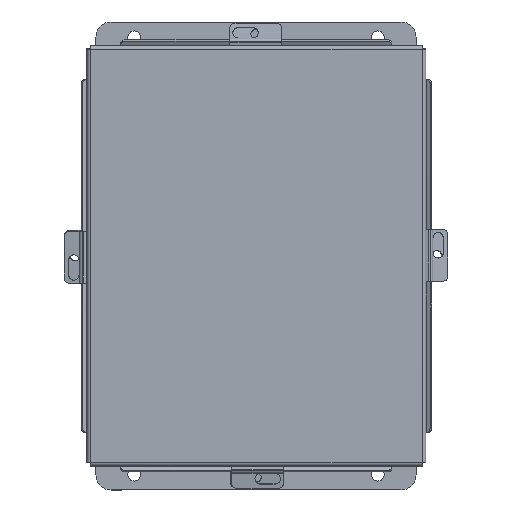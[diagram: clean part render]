
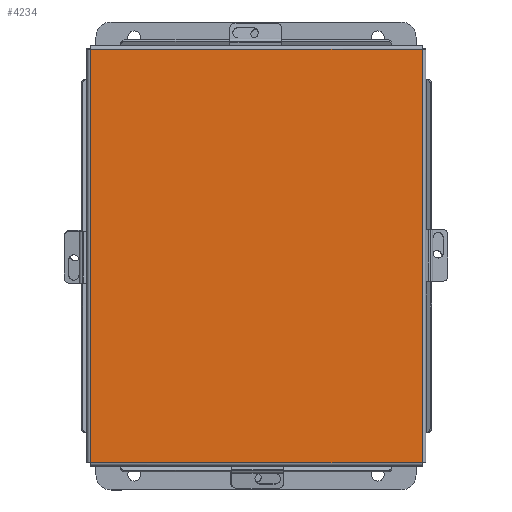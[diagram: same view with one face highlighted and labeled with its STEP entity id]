
A CAD part, top view. The second image highlights one B-rep face of the part: STEP entity #4234.
In plain terms, the highlighted face is planar.
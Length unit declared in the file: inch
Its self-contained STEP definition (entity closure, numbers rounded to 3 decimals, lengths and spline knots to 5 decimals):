
#58 = AXIS2_PLACEMENT_3D ( 'NONE', #2411, #3521, #5290 ) ;
#115 = CARTESIAN_POINT ( 'NONE',  ( -4.06855, 5.06855, -0.0747 ) ) ;
#634 = ORIENTED_EDGE ( 'NONE', *, *, #5676, .T. ) ;
#883 = LINE ( 'NONE', #4105, #4571 ) ;
#952 = VERTEX_POINT ( 'NONE', #115 ) ;
#1089 = VERTEX_POINT ( 'NONE', #8964 ) ;
#1517 = DIRECTION ( 'NONE',  ( 0., 1., 0. ) ) ;
#1670 = PLANE ( 'NONE',  #58 ) ;
#2190 = CARTESIAN_POINT ( 'NONE',  ( 4.07448, -5.06855, -0.0747 ) ) ;
#2411 = CARTESIAN_POINT ( 'NONE',  ( 0., 0., -0.0747 ) ) ;
#2420 = FACE_OUTER_BOUND ( 'NONE', #6804, .T. ) ;
#2567 = VERTEX_POINT ( 'NONE', #4493 ) ;
#2736 = ORIENTED_EDGE ( 'NONE', *, *, #3251, .T. ) ;
#2787 = LINE ( 'NONE', #2190, #4733 ) ;
#3251 = EDGE_CURVE ( 'NONE', #2567, #952, #5262, .T. ) ;
#3463 = LINE ( 'NONE', #8439, #7164 ) ;
#3521 = DIRECTION ( 'NONE',  ( 0., 0., -1. ) ) ;
#4105 = CARTESIAN_POINT ( 'NONE',  ( -4.07448, 5.06855, -0.0747 ) ) ;
#4234 = ADVANCED_FACE ( 'NONE', ( #2420 ), #1670, .T. ) ;
#4367 = DIRECTION ( 'NONE',  ( -1., 0., 0. ) ) ;
#4493 = CARTESIAN_POINT ( 'NONE',  ( -4.06855, -5.06855, -0.0747 ) ) ;
#4571 = VECTOR ( 'NONE', #4828, 39.37008 ) ;
#4733 = VECTOR ( 'NONE', #4367, 39.37008 ) ;
#4828 = DIRECTION ( 'NONE',  ( 1., 0., 0. ) ) ;
#4887 = ORIENTED_EDGE ( 'NONE', *, *, #6377, .T. ) ;
#5262 = LINE ( 'NONE', #9009, #7247 ) ;
#5290 = DIRECTION ( 'NONE',  ( -1., 0., 0. ) ) ;
#5676 = EDGE_CURVE ( 'NONE', #1089, #6314, #3463, .T. ) ;
#6314 = VERTEX_POINT ( 'NONE', #8032 ) ;
#6377 = EDGE_CURVE ( 'NONE', #6314, #2567, #2787, .T. ) ;
#6804 = EDGE_LOOP ( 'NONE', ( #9287, #634, #4887, #2736 ) ) ;
#7164 = VECTOR ( 'NONE', #9190, 39.37008 ) ;
#7247 = VECTOR ( 'NONE', #1517, 39.37008 ) ;
#8032 = CARTESIAN_POINT ( 'NONE',  ( 4.06855, -5.06855, -0.0747 ) ) ;
#8439 = CARTESIAN_POINT ( 'NONE',  ( 4.06855, 5.07448, -0.0747 ) ) ;
#8964 = CARTESIAN_POINT ( 'NONE',  ( 4.06855, 5.06855, -0.0747 ) ) ;
#9009 = CARTESIAN_POINT ( 'NONE',  ( -4.06855, -5.07448, -0.0747 ) ) ;
#9190 = DIRECTION ( 'NONE',  ( 0., -1., 0. ) ) ;
#9221 = EDGE_CURVE ( 'NONE', #952, #1089, #883, .T. ) ;
#9287 = ORIENTED_EDGE ( 'NONE', *, *, #9221, .T. ) ;
